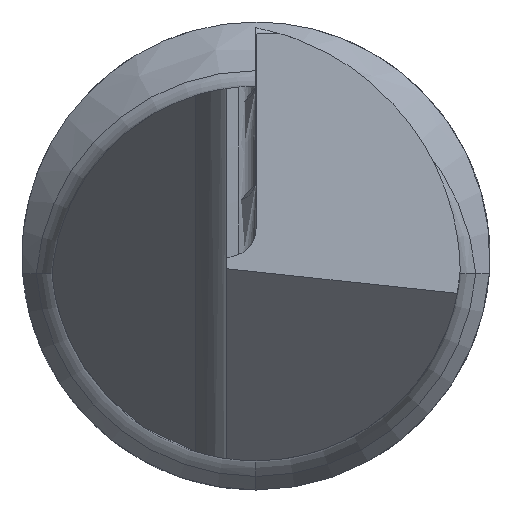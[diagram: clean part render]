
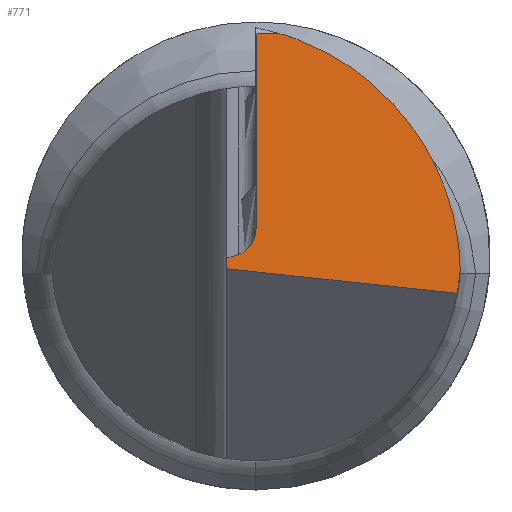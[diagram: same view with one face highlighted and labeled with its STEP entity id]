
A CAD part, left-side view. The second image highlights one B-rep face of the part: STEP entity #771.
In plain terms, the highlighted planar face has unit normal (-0.994, -0.104, -0.017).
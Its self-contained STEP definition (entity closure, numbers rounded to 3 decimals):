
#1 = CARTESIAN_POINT ( 'NONE',  ( -17.815, -1.566, 0.727 ) ) ;
#6 = CARTESIAN_POINT ( 'NONE',  ( -17.793, -1.705, 0.312 ) ) ;
#28 = ORIENTED_EDGE ( 'NONE', *, *, #455, .F. ) ;
#35 = DIRECTION ( 'NONE',  ( -0.106, 0.989, 0.106 ) ) ;
#64 = VERTEX_POINT ( 'NONE', #119 ) ;
#80 = ORIENTED_EDGE ( 'NONE', *, *, #485, .T. ) ;
#81 = CARTESIAN_POINT ( 'NONE',  ( -17.971, 0., 0.231 ) ) ;
#86 = CARTESIAN_POINT ( 'NONE',  ( -17.945, -0.505, 1.8 ) ) ;
#88 = CARTESIAN_POINT ( 'NONE',  ( -17.785, -1.742, 0.096 ) ) ;
#89 = EDGE_CURVE ( 'NONE', #193, #918, #611, .T. ) ;
#91 = CARTESIAN_POINT ( 'NONE',  ( -17.781, -1.746, -0.124 ) ) ;
#92 = CARTESIAN_POINT ( 'NONE',  ( -17.968, -0.298, 1.874 ) ) ;
#97 = VERTEX_POINT ( 'NONE', #287 ) ;
#119 = CARTESIAN_POINT ( 'NONE',  ( -17.971, 0., 0.231 ) ) ;
#129 = B_SPLINE_CURVE_WITH_KNOTS ( 'NONE', 3,
 ( #81, #987, #757, #760 ),
 .UNSPECIFIED., .F., .F.,
 ( 4, 4 ),
 ( 0., 0.001 ),
 .UNSPECIFIED. ) ;
#138 = B_SPLINE_CURVE_WITH_KNOTS ( 'NONE', 3,
 ( #92, #86, #328, #312, #834, #847, #1, #6, #88, #91 ),
 .UNSPECIFIED., .F., .F.,
 ( 4, 2, 2, 2, 4 ),
 ( 0., 0.001, 0.001, 0.002, 0.003 ),
 .UNSPECIFIED. ) ;
#145 = ORIENTED_EDGE ( 'NONE', *, *, #406, .F. ) ;
#153 = EDGE_LOOP ( 'NONE', ( #310, #366, #28, #385, #145, #225, #973, #244, #80 ) ) ;
#170 = LINE ( 'NONE', #462, #635 ) ;
#193 = VERTEX_POINT ( 'NONE', #415 ) ;
#205 = CARTESIAN_POINT ( 'NONE',  ( -17.781, -1.746, -0.124 ) ) ;
#225 = ORIENTED_EDGE ( 'NONE', *, *, #356, .F. ) ;
#244 = ORIENTED_EDGE ( 'NONE', *, *, #975, .F. ) ;
#287 = CARTESIAN_POINT ( 'NONE',  ( -17.968, -0.298, 1.874 ) ) ;
#290 = CARTESIAN_POINT ( 'NONE',  ( -17.938, -0.252, -0.162 ) ) ;
#295 = CARTESIAN_POINT ( 'NONE',  ( -17.781, -1.746, -0.124 ) ) ;
#296 = CARTESIAN_POINT ( 'NONE',  ( -17.983, 0.148, 0.014 ) ) ;
#298 = CARTESIAN_POINT ( 'NONE',  ( -17.983, 0.148, 0.014 ) ) ;
#306 = CARTESIAN_POINT ( 'NONE',  ( -17.781, -1.741, -0.19 ) ) ;
#309 = VERTEX_POINT ( 'NONE', #650 ) ;
#310 = ORIENTED_EDGE ( 'NONE', *, *, #89, .F. ) ;
#312 = CARTESIAN_POINT ( 'NONE',  ( -17.882, -1.047, 1.438 ) ) ;
#314 = VECTOR ( 'NONE', #603, 1000. ) ;
#318 = CARTESIAN_POINT ( 'NONE',  ( -17.993, 0.25, -0.02 ) ) ;
#328 = CARTESIAN_POINT ( 'NONE',  ( -17.923, -0.696, 1.698 ) ) ;
#333 = VERTEX_POINT ( 'NONE', #658 ) ;
#356 = EDGE_CURVE ( 'NONE', #64, #309, #842, .T. ) ;
#366 = ORIENTED_EDGE ( 'NONE', *, *, #878, .F. ) ;
#378 = CARTESIAN_POINT ( 'NONE',  ( -17.78, -1.733, -0.255 ) ) ;
#380 = CARTESIAN_POINT ( 'NONE',  ( -17.78, -1.721, -0.32 ) ) ;
#385 = ORIENTED_EDGE ( 'NONE', *, *, #868, .T. ) ;
#406 = EDGE_CURVE ( 'NONE', #309, #333, #493, .T. ) ;
#415 = CARTESIAN_POINT ( 'NONE',  ( -17.78, -1.721, -0.32 ) ) ;
#443 = DIRECTION ( 'NONE',  ( -0.105, 0.96, 0.259 ) ) ;
#455 = EDGE_CURVE ( 'NONE', #97, #839, #138, .T. ) ;
#460 = CARTESIAN_POINT ( 'NONE',  ( -18., 0., 1.899 ) ) ;
#462 = CARTESIAN_POINT ( 'NONE',  ( -17.958, 0.25, -1.999 ) ) ;
#463 = DIRECTION ( 'NONE',  ( 0.017, 0., -1. ) ) ;
#479 = VECTOR ( 'NONE', #35, 1000. ) ;
#483 = CARTESIAN_POINT ( 'NONE',  ( -17.991, 0.25, -0.109 ) ) ;
#485 = EDGE_CURVE ( 'NONE', #527, #918, #170, .T. ) ;
#493 = LINE ( 'NONE', #460, #314 ) ;
#508 = CARTESIAN_POINT ( 'NONE',  ( -18.932, 0., 55.272 ) ) ;
#524 = B_SPLINE_CURVE_WITH_KNOTS ( 'NONE', 3,
 ( #633, #639, #748, #298 ),
 .UNSPECIFIED., .F., .F.,
 ( 4, 4 ),
 ( 0., 0. ),
 .UNSPECIFIED. ) ;
#527 = VERTEX_POINT ( 'NONE', #318 ) ;
#540 = EDGE_CURVE ( 'NONE', #64, #585, #129, .T. ) ;
#561 = AXIS2_PLACEMENT_3D ( 'NONE', #859, #854, #937 ) ;
#583 = VECTOR ( 'NONE', #443, 1000. ) ;
#585 = VERTEX_POINT ( 'NONE', #296 ) ;
#603 = DIRECTION ( 'NONE',  ( 0.105, -0.995, 0.002 ) ) ;
#611 = LINE ( 'NONE', #290, #479 ) ;
#633 = CARTESIAN_POINT ( 'NONE',  ( -17.993, 0.25, -0.02 ) ) ;
#635 = VECTOR ( 'NONE', #463, 1000. ) ;
#639 = CARTESIAN_POINT ( 'NONE',  ( -17.989, 0.216, -0.009 ) ) ;
#649 = FACE_OUTER_BOUND ( 'NONE', #153, .T. ) ;
#650 = CARTESIAN_POINT ( 'NONE',  ( -18., 0., 1.899 ) ) ;
#658 = CARTESIAN_POINT ( 'NONE',  ( -17.978, -0.205, 1.9 ) ) ;
#689 =( BOUNDED_CURVE ( )  B_SPLINE_CURVE ( 3, ( #295, #306, #378, #380 ),
 .UNSPECIFIED., .F., .F. ) 
 B_SPLINE_CURVE_WITH_KNOTS ( ( 4, 4 ),
 ( 6.19, 6.302 ),
 .UNSPECIFIED. ) 
 CURVE ( )  GEOMETRIC_REPRESENTATION_ITEM ( )  RATIONAL_B_SPLINE_CURVE ( ( 1., 0.999, 0.999, 1. ) ) 
 REPRESENTATION_ITEM ( '' )  );
#737 = DIRECTION ( 'NONE',  ( -0.017, 0., 1. ) ) ;
#748 = CARTESIAN_POINT ( 'NONE',  ( -17.986, 0.182, 0.003 ) ) ;
#757 = CARTESIAN_POINT ( 'NONE',  ( -17.974, 0.059, 0.044 ) ) ;
#760 = CARTESIAN_POINT ( 'NONE',  ( -17.983, 0.148, 0.014 ) ) ;
#771 = ADVANCED_FACE ( 'NONE', ( #649 ), #925, .F. ) ;
#834 = CARTESIAN_POINT ( 'NONE',  ( -17.863, -1.204, 1.28 ) ) ;
#839 = VERTEX_POINT ( 'NONE', #205 ) ;
#842 = LINE ( 'NONE', #508, #942 ) ;
#847 = CARTESIAN_POINT ( 'NONE',  ( -17.829, -1.463, 0.926 ) ) ;
#854 = DIRECTION ( 'NONE',  ( 0.994, 0.105, 0.017 ) ) ;
#859 = CARTESIAN_POINT ( 'NONE',  ( -17.923, 0., -2.5 ) ) ;
#868 = EDGE_CURVE ( 'NONE', #97, #333, #914, .T. ) ;
#878 = EDGE_CURVE ( 'NONE', #839, #193, #689, .T. ) ;
#891 = CARTESIAN_POINT ( 'NONE',  ( -17.983, -0.168, 1.909 ) ) ;
#914 = LINE ( 'NONE', #891, #583 ) ;
#918 = VERTEX_POINT ( 'NONE', #483 ) ;
#925 = PLANE ( 'NONE',  #561 ) ;
#937 = DIRECTION ( 'NONE',  ( -0.105, 0.995, 0. ) ) ;
#942 = VECTOR ( 'NONE', #737, 1000. ) ;
#973 = ORIENTED_EDGE ( 'NONE', *, *, #540, .T. ) ;
#975 = EDGE_CURVE ( 'NONE', #527, #585, #524, .T. ) ;
#987 = CARTESIAN_POINT ( 'NONE',  ( -17.969, 0., 0.138 ) ) ;
